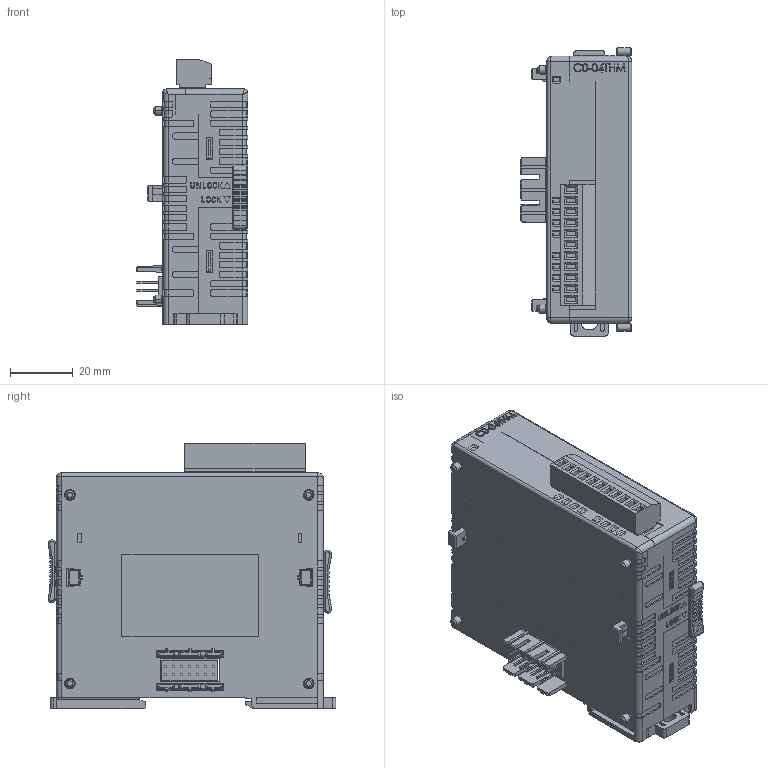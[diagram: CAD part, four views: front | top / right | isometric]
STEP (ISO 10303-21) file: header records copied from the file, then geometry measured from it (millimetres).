
FILE_DESCRIPTION (( 'STEP AP214' ), '1' );
FILE_NAME ('C0-04THM.STEP', '2022-11-15T13:12:02', ( '' ), ( '' ), 'SwSTEP 2.0', 'SolidWorks 2021', '' );
FILE_SCHEMA (( 'AUTOMOTIVE_DESIGN' ));
Length unit declared in the file: inch
Products named in the file (1): C0-04THM
Bounding box: 35.55 x 91.6 x 84.4 mm (x, y, z)
Volume: 162514.7 mm3; surface area: 31790.5 mm2
Topology: 1 solids, 14 shells, 3779 faces, 10501 edges, 6904 vertices
Faces by surface type: plane 2700, cylinder 968, cone 60, bspline 51
Entity records: 182641 total; most frequent: CARTESIAN_POINT 44271, ORIENTED_EDGE 20986, DIRECTION 14870, EDGE_CURVE 10493, LINE 7238, VECTOR 7238, VERTEX_POINT 6904, EDGE_LOOP 3987
